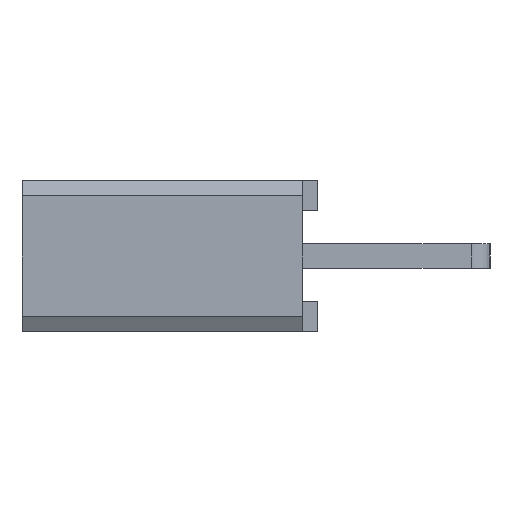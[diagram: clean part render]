
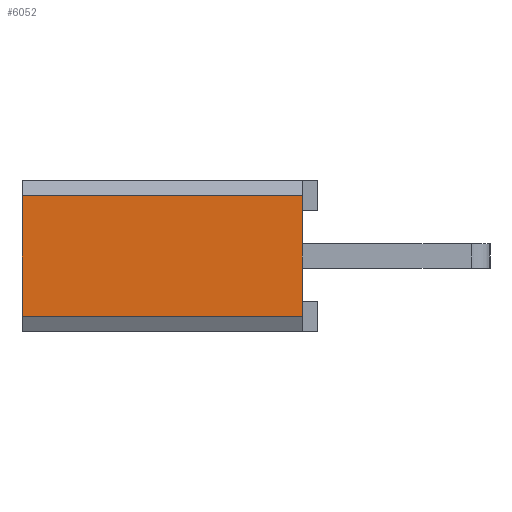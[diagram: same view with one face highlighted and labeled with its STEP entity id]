
A CAD part, left-side view. The second image highlights one B-rep face of the part: STEP entity #6052.
In plain terms, the highlighted planar face has unit normal (-1, 0, 0).
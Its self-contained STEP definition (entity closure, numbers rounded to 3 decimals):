
#185 = CARTESIAN_POINT ( 'NONE',  ( -20.32, 0.254, -0.762 ) ) ;
#186 = DIRECTION ( 'NONE',  ( 0., 0., -1. ) ) ;
#1259 = ORIENTED_EDGE ( 'NONE', *, *, #10756, .T. ) ;
#1260 = ORIENTED_EDGE ( 'NONE', *, *, #10760, .F. ) ;
#1262 = ORIENTED_EDGE ( 'NONE', *, *, #10403, .F. ) ;
#1263 = ORIENTED_EDGE ( 'NONE', *, *, #10698, .F. ) ;
#1851 = VERTEX_POINT ( 'NONE', #9445 ) ;
#1891 = VERTEX_POINT ( 'NONE', #9477 ) ;
#1941 = VERTEX_POINT ( 'NONE', #9504 ) ;
#1953 = VERTEX_POINT ( 'NONE', #9506 ) ;
#3330 = CARTESIAN_POINT ( 'NONE',  ( -20.32, 5., -1.27 ) ) ;
#3338 = PLANE ( 'NONE',  #8469 ) ;
#3350 = DIRECTION ( 'NONE',  ( 1., 0., 0. ) ) ;
#3351 = DIRECTION ( 'NONE',  ( 0., 0., -1. ) ) ;
#3579 = FACE_OUTER_BOUND ( 'NONE', #4271, .T. ) ;
#4271 = EDGE_LOOP ( 'NONE', ( #1260, #1262, #1259, #1263 ) ) ;
#4661 = CARTESIAN_POINT ( 'NONE',  ( -20.32, 5., -1.27 ) ) ;
#4662 = DIRECTION ( 'NONE',  ( 0., 0., 1. ) ) ;
#4777 = CARTESIAN_POINT ( 'NONE',  ( -20.32, 0., 1.016 ) ) ;
#4778 = DIRECTION ( 'NONE',  ( 0., 1., 0. ) ) ;
#4779 = CARTESIAN_POINT ( 'NONE',  ( -20.32, 0., -1.016 ) ) ;
#4786 = DIRECTION ( 'NONE',  ( 0., 1., 0. ) ) ;
#6052 = ADVANCED_FACE ( 'NONE', ( #3579 ), #3338, .F. ) ;
#6936 = LINE ( 'NONE', #185, #6937 ) ;
#6937 = VECTOR ( 'NONE', #186, 1000. ) ;
#7526 = LINE ( 'NONE', #4661, #7527 ) ;
#7527 = VECTOR ( 'NONE', #4662, 1000. ) ;
#7629 = LINE ( 'NONE', #4779, #7650 ) ;
#7642 = LINE ( 'NONE', #4777, #7643 ) ;
#7643 = VECTOR ( 'NONE', #4778, 1000. ) ;
#7650 = VECTOR ( 'NONE', #4786, 1000. ) ;
#8469 = AXIS2_PLACEMENT_3D ( 'NONE', #3330, #3350, #3351 ) ;
#9445 = CARTESIAN_POINT ( 'NONE',  ( -20.32, 5., 1.016 ) ) ;
#9477 = CARTESIAN_POINT ( 'NONE',  ( -20.32, 0.254, 1.016 ) ) ;
#9504 = CARTESIAN_POINT ( 'NONE',  ( -20.32, 5., -1.016 ) ) ;
#9506 = CARTESIAN_POINT ( 'NONE',  ( -20.32, 0.254, -1.016 ) ) ;
#10403 = EDGE_CURVE ( 'NONE', #1891, #1953, #6936, .T. ) ;
#10698 = EDGE_CURVE ( 'NONE', #1941, #1851, #7526, .T. ) ;
#10756 = EDGE_CURVE ( 'NONE', #1891, #1851, #7642, .T. ) ;
#10760 = EDGE_CURVE ( 'NONE', #1953, #1941, #7629, .T. ) ;
